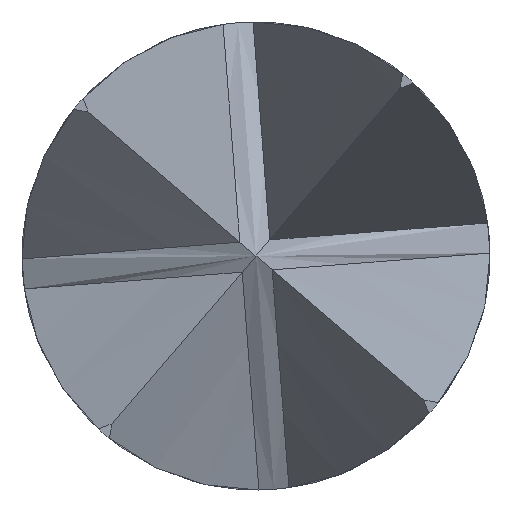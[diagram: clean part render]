
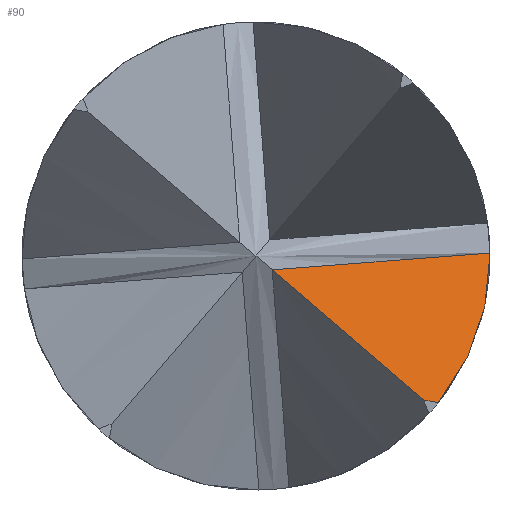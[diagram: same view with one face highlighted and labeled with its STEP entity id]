
A CAD part, left-side view. The second image highlights one B-rep face of the part: STEP entity #90.
In plain terms, the highlighted free-form (B-spline) face has degree [1, 3] with [2, 4] control points.
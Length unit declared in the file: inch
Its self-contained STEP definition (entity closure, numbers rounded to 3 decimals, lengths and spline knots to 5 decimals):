
#10 = CARTESIAN_POINT ( 'NONE',  ( -0.26921, -0.0311, 0.00039 ) ) ;
#40 = ORIENTED_EDGE ( 'NONE', *, *, #931, .T. ) ;
#44 = B_SPLINE_CURVE_WITH_KNOTS ( 'NONE', 3,
 ( #522, #523, #483, #475, #473, #472, #464, #462, #458, #445, #443, #441, #440, #431, #427, #426, #424, #421, #416, #397, #390, #389 ),
 .UNSPECIFIED., .F., .F.,
 ( 4, 3, 3, 3, 3, 3, 3, 4 ),
 ( 0., 0.00025, 0.00037, 0.00049, 0.00061, 0.00074, 0.00086, 0.00095 ),
 .UNSPECIFIED. ) ;
#68 = B_SPLINE_CURVE_WITH_KNOTS ( 'NONE', 3,
 ( #985, #971, #946, #943 ),
 .UNSPECIFIED., .F., .F.,
 ( 4, 4 ),
 ( 0., 0.00117 ),
 .UNSPECIFIED. ) ;
#90 = ADVANCED_FACE ( 'NONE', ( #942 ), #1595, .T. ) ;
#119 = CARTESIAN_POINT ( 'NONE',  ( -0.28378, -0.00215, -0.00184 ) ) ;
#238 = VERTEX_POINT ( 'NONE', #1919 ) ;
#389 = CARTESIAN_POINT ( 'NONE',  ( -0.31, -0.0223, -0.01911 ) ) ;
#390 = CARTESIAN_POINT ( 'NONE',  ( -0.30917, -0.02166, -0.01857 ) ) ;
#397 = CARTESIAN_POINT ( 'NONE',  ( -0.30834, -0.02103, -0.01802 ) ) ;
#416 = CARTESIAN_POINT ( 'NONE',  ( -0.30751, -0.02039, -0.01747 ) ) ;
#419 = CARTESIAN_POINT ( 'NONE',  ( -0.31, -0.0223, -0.01911 ) ) ;
#421 = CARTESIAN_POINT ( 'NONE',  ( -0.30638, -0.01952, -0.01673 ) ) ;
#424 = CARTESIAN_POINT ( 'NONE',  ( -0.30525, -0.01865, -0.01598 ) ) ;
#426 = CARTESIAN_POINT ( 'NONE',  ( -0.30412, -0.01778, -0.01524 ) ) ;
#427 = CARTESIAN_POINT ( 'NONE',  ( -0.30299, -0.01691, -0.01449 ) ) ;
#431 = CARTESIAN_POINT ( 'NONE',  ( -0.30186, -0.01604, -0.01375 ) ) ;
#440 = CARTESIAN_POINT ( 'NONE',  ( -0.30073, -0.01517, -0.013 ) ) ;
#441 = CARTESIAN_POINT ( 'NONE',  ( -0.2996, -0.01431, -0.01226 ) ) ;
#443 = CARTESIAN_POINT ( 'NONE',  ( -0.29847, -0.01344, -0.01152 ) ) ;
#445 = CARTESIAN_POINT ( 'NONE',  ( -0.29734, -0.01257, -0.01077 ) ) ;
#458 = CARTESIAN_POINT ( 'NONE',  ( -0.29621, -0.0117, -0.01003 ) ) ;
#462 = CARTESIAN_POINT ( 'NONE',  ( -0.29508, -0.01083, -0.00928 ) ) ;
#464 = CARTESIAN_POINT ( 'NONE',  ( -0.29396, -0.00996, -0.00854 ) ) ;
#472 = CARTESIAN_POINT ( 'NONE',  ( -0.29283, -0.00909, -0.00779 ) ) ;
#473 = CARTESIAN_POINT ( 'NONE',  ( -0.2917, -0.00823, -0.00705 ) ) ;
#475 = CARTESIAN_POINT ( 'NONE',  ( -0.29057, -0.00736, -0.00631 ) ) ;
#483 = CARTESIAN_POINT ( 'NONE',  ( -0.2883, -0.00562, -0.00482 ) ) ;
#487 = VERTEX_POINT ( 'NONE', #419 ) ;
#499 = DIRECTION ( 'NONE',  ( 1., 0., 0. ) ) ;
#500 = DIRECTION ( 'NONE',  ( 0., 0.077, 0.997 ) ) ;
#504 = CARTESIAN_POINT ( 'NONE',  ( -0.6161, -0.18652, 0.01236 ) ) ;
#522 = CARTESIAN_POINT ( 'NONE',  ( -0.28378, -0.00215, -0.00184 ) ) ;
#523 = CARTESIAN_POINT ( 'NONE',  ( -0.28604, -0.00388, -0.00333 ) ) ;
#600 = B_SPLINE_CURVE_WITH_KNOTS ( 'NONE', 3,
 ( #1504, #1499, #1486, #1485 ),
 .UNSPECIFIED., .F., .F.,
 ( 4, 4 ),
 ( 0.00022, 0.00027 ),
 .UNSPECIFIED. ) ;
#602 = EDGE_CURVE ( 'NONE', #238, #487, #600, .T. ) ;
#823 = EDGE_CURVE ( 'NONE', #1709, #238, #68, .T. ) ;
#849 = CARTESIAN_POINT ( 'NONE',  ( -0.29709, -0.0514, -0.01752 ) ) ;
#900 = CARTESIAN_POINT ( 'NONE',  ( -0.30128, -0.04169, -0.01827 ) ) ;
#905 = CARTESIAN_POINT ( 'NONE',  ( -0.3059, -0.03218, -0.019 ) ) ;
#907 = CARTESIAN_POINT ( 'NONE',  ( -0.31096, -0.02289, -0.01971 ) ) ;
#911 = CARTESIAN_POINT ( 'NONE',  ( -0.26913, -0.03129, 0.0004 ) ) ;
#914 = CARTESIAN_POINT ( 'NONE',  ( -0.27388, -0.02072, -0.00041 ) ) ;
#917 = EDGE_CURVE ( 'NONE', #1709, #1419, #1544, .T. ) ;
#931 = EDGE_CURVE ( 'NONE', #1419, #487, #44, .T. ) ;
#942 = FACE_OUTER_BOUND ( 'NONE', #1833, .T. ) ;
#943 = CARTESIAN_POINT ( 'NONE',  ( -0.31, -0.02423, -0.01949 ) ) ;
#946 = CARTESIAN_POINT ( 'NONE',  ( -0.2966, -0.02896, -0.01362 ) ) ;
#971 = CARTESIAN_POINT ( 'NONE',  ( -0.28281, -0.03119, -0.00678 ) ) ;
#985 = CARTESIAN_POINT ( 'NONE',  ( -0.26921, -0.0311, 0.00039 ) ) ;
#1320 = AXIS2_PLACEMENT_3D ( 'NONE', #504, #500, #499 ) ;
#1419 = VERTEX_POINT ( 'NONE', #119 ) ;
#1485 = CARTESIAN_POINT ( 'NONE',  ( -0.31, -0.0223, -0.01911 ) ) ;
#1486 = CARTESIAN_POINT ( 'NONE',  ( -0.31, -0.02295, -0.01924 ) ) ;
#1499 = CARTESIAN_POINT ( 'NONE',  ( -0.31, -0.02359, -0.01937 ) ) ;
#1504 = CARTESIAN_POINT ( 'NONE',  ( -0.31, -0.02423, -0.01949 ) ) ;
#1544 = CIRCLE ( 'NONE', #1320, 0.3803 ) ;
#1595 =( BOUNDED_SURFACE ( )  B_SPLINE_SURFACE ( 1, 3, ( 
 ( #849, #900, #905, #907 ),
 ( #911, #914, #1894, #1901 ) ),
 .UNSPECIFIED., .F., .F., .T. ) 
 B_SPLINE_SURFACE_WITH_KNOTS ( ( 2, 2 ),
 ( 4, 4 ),
 ( 0., 1. ),
 ( 0., 1. ),
 .UNSPECIFIED. ) 
 GEOMETRIC_REPRESENTATION_ITEM ( )  RATIONAL_B_SPLINE_SURFACE ( (
 ( 1., 0.999, 0.999, 1.),
 ( 1., 0.999, 0.999, 1.) ) ) 
 REPRESENTATION_ITEM ( '' )  SURFACE ( )  );
#1709 = VERTEX_POINT ( 'NONE', #10 ) ;
#1814 = ORIENTED_EDGE ( 'NONE', *, *, #823, .F. ) ;
#1833 = EDGE_LOOP ( 'NONE', ( #1974, #40, #1851, #1814 ) ) ;
#1851 = ORIENTED_EDGE ( 'NONE', *, *, #602, .F. ) ;
#1894 = CARTESIAN_POINT ( 'NONE',  ( -0.27912, -0.01039, -0.00121 ) ) ;
#1901 = CARTESIAN_POINT ( 'NONE',  ( -0.28482, -0.0003, -0.00198 ) ) ;
#1919 = CARTESIAN_POINT ( 'NONE',  ( -0.31, -0.02423, -0.01949 ) ) ;
#1974 = ORIENTED_EDGE ( 'NONE', *, *, #917, .T. ) ;
